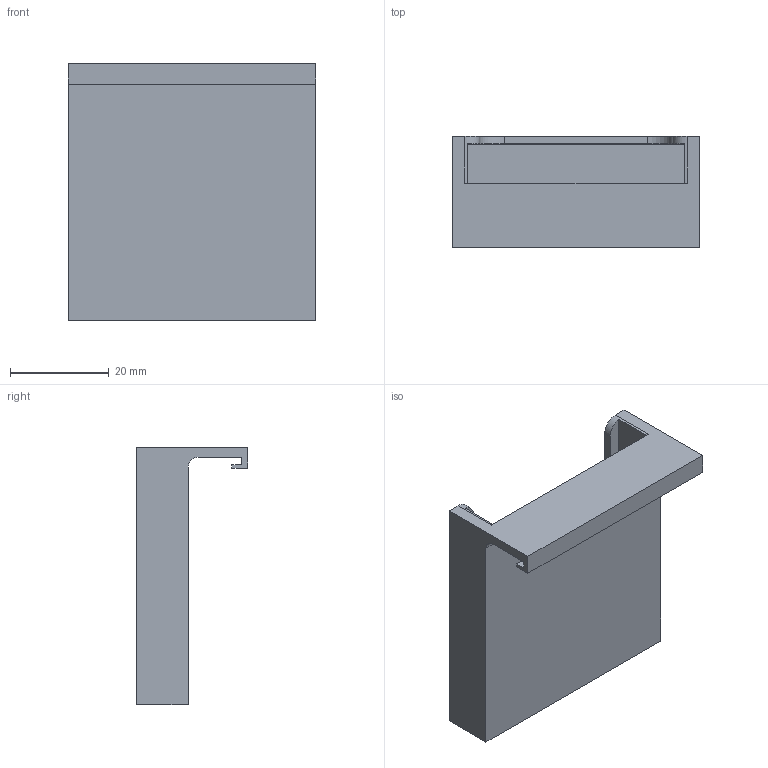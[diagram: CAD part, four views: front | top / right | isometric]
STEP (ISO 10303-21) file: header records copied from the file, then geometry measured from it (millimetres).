
FILE_DESCRIPTION(('CATIA V5 STEP Exchange','CAx-IF Rec.Pracs.--- Model Styling and Organization---1.5--- 2016-08-15','CAx-IF Rec.Pracs.---Supplemental Geometry---1.0---2011-11-01','CAx-IF Rec.Pracs.---Representation and Presentation of Product Manufacturing Information (PMI)---4.0---2014-10-13','CAx-IF Rec.Pracs.--- Composite Materials ---3.4---2017-06-13','CAx-IF Rec.Pracs.---Tessellated 3D Geometry---1.0---2015-12-17'),'2;1');
FILE_NAME('holder_id-s.stp','2025-08-21T13:00:22+00:00',('none'),('none'),'CATIA Version 5-6 Release 2021 SP7','CATIA V5 STEP AP242 v2','none');
FILE_SCHEMA(('AP242_MANAGED_MODEL_BASED_3D_ENGINEERING_MIM_LF {1 0 10303 442 1 1 4}'));
Length unit declared in the file: millimetre
Products named in the file (1): Part1
Bounding box: 50 x 22.5 x 52 mm (x, y, z)
Volume: 16732.6 mm3; surface area: 10224.7 mm2
Topology: 1 solids, 1 shells, 25 faces, 73 edges, 51 vertices
Faces by surface type: plane 20, cylinder 5
Entity records: 862 total; most frequent: CARTESIAN_POINT 157, ORIENTED_EDGE 138, DIRECTION 125, EDGE_CURVE 69, VECTOR 59, LINE 59, VERTEX_POINT 46, AXIS2_PLACEMENT_3D 40
